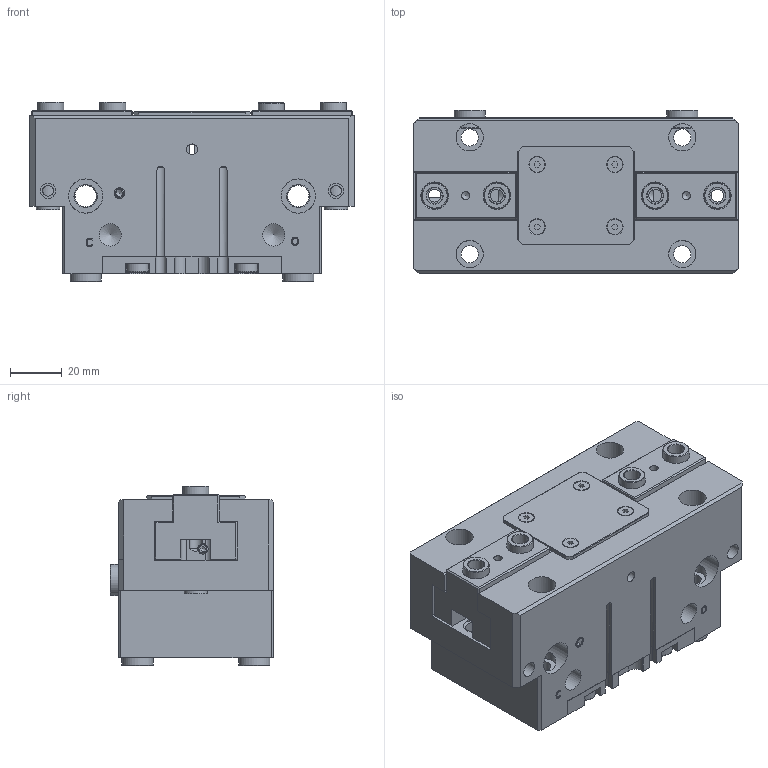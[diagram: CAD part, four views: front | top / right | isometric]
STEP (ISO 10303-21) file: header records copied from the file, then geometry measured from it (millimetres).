
FILE_DESCRIPTION(/* description */ ('ASSIEME CORSA 13 mm PER GRIFFA'),/* implementation_level */ '2;1');
FILE_NAME(/* name */ 'OPP-125 C1.stp',/* time_stamp */ '2020-08-24T08:08:04+02:00',/* author */ ('e.orio2'),/* organization */ (''),/* preprocessor_version */ 'ST-DEVELOPER v17',/* originating_system */ 'Autodesk Inventor 2019',/* authorisation */ '');
FILE_SCHEMA (('AUTOMOTIVE_DESIGN { 1 0 10303 214 3 1 1 }'));
Length unit declared in the file: millimetre
Products named in the file (13): OPP-125 C1; OPP125-CORPO-CIENTE; PGP-125-COPERCHIO; PZP-125 GRIFFA-CLIENTE; PGP-125-FONDELLO-CLIENTE; ISO 8734 - 4 x 10 - A; DIN 7984 - M5 x 12; DIN 913 - M5 x 5; DIN 7991 - M3x8; DIN 913 - M4 x 20; BOCCOLA 12H7L6.9; BOCCOLA 10H7L7; BOCCOLA SENSORE M8
Assembly tree (29 placements, depth 2):
  OPP-125 C1
    OPP125-CORPO-CIENTE
    PGP-125-COPERCHIO
    PZP-125 GRIFFA-CLIENTE  x2
    PGP-125-FONDELLO-CLIENTE
    ISO 8734 - 4 x 10 - A
    DIN 7984 - M5 x 12  x4
    DIN 913 - M5 x 5  x4
    DIN 7991 - M3x8  x4
    DIN 913 - M4 x 20
    BOCCOLA 12H7L6.9  x4
    BOCCOLA 10H7L7  x4
    BOCCOLA SENSORE M8  x2
Bounding box: 125 x 63 x 69.1 mm (x, y, z)
Volume: 375483.2 mm3; surface area: 100279.5 mm2
Topology: 29 solids, 29 shells, 781 faces, 2134 edges, 1443 vertices
Faces by surface type: plane 392, cylinder 172, cone 115, bspline 90, torus 12
Full cylindrical faces by diameter (mm): 2.459 x4, 3 x4, 3.242 x2, 3.4 x4, 4 x7, 4.134 x18, 4.2 x1, 4.917 x4, 5 x8, 5.5 x4, 6 x8, 6.2 x4, 6.647 x6, 8.2 x4, 8.5 x6, 8.566 x2, 9 x4, 9.1 x2, 10 x8, 10.5 x6, 12 x8, 13.2 x2
Entity records: 19047 total; most frequent: CARTESIAN_POINT 4748, ORIENTED_EDGE 2958, DIRECTION 2664, EDGE_CURVE 1479, VERTEX_POINT 1014, AXIS2_PLACEMENT_3D 922, LINE 820, VECTOR 820
